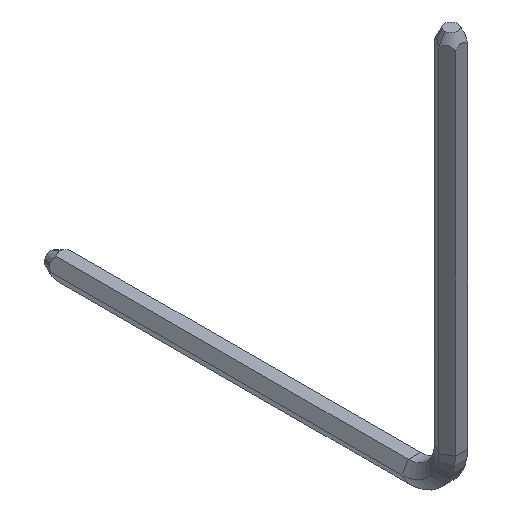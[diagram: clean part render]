
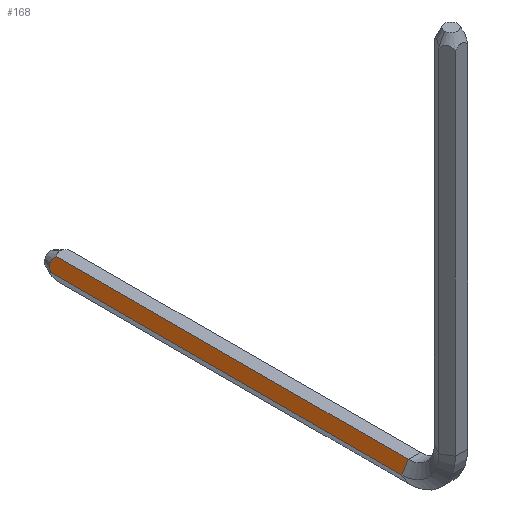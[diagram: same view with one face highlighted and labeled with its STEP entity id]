
A CAD part, isometric view. The second image highlights one B-rep face of the part: STEP entity #168.
In plain terms, the highlighted planar face has unit normal (-0.866, 0, 0.5).
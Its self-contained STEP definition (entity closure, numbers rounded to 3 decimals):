
#90 = VERTEX_POINT ( 'NONE', #424 ) ;
#129 = EDGE_LOOP ( 'NONE', ( #165, #163, #162, #161 ) ) ;
#134 = VERTEX_POINT ( 'NONE', #612 ) ;
#160 = EDGE_CURVE ( 'NONE', #166, #134, #668, .T. ) ;
#161 = ORIENTED_EDGE ( 'NONE', *, *, #170, .T. ) ;
#162 = ORIENTED_EDGE ( 'NONE', *, *, #160, .F. ) ;
#163 = ORIENTED_EDGE ( 'NONE', *, *, #167, .F. ) ;
#165 = ORIENTED_EDGE ( 'NONE', *, *, #169, .F. ) ;
#166 = VERTEX_POINT ( 'NONE', #646 ) ;
#167 = EDGE_CURVE ( 'NONE', #134, #90, #645, .T. ) ;
#168 = ADVANCED_FACE ( 'NONE', ( #641 ), #640, .F. ) ;
#169 = EDGE_CURVE ( 'NONE', #90, #173, #634, .T. ) ;
#170 = EDGE_CURVE ( 'NONE', #166, #173, #635, .T. ) ;
#173 = VERTEX_POINT ( 'NONE', #575 ) ;
#424 = CARTESIAN_POINT ( 'NONE',  ( -4.619, 147.5, -152. ) ) ;
#575 = CARTESIAN_POINT ( 'NONE',  ( -2.309, 147.5, -148. ) ) ;
#580 = CARTESIAN_POINT ( 'NONE',  ( -2.309, 147.5, -148. ) ) ;
#581 = CARTESIAN_POINT ( 'NONE',  ( -2.466, 147.832, -148.271 ) ) ;
#582 = CARTESIAN_POINT ( 'NONE',  ( -2.632, 148.141, -148.559 ) ) ;
#583 = CARTESIAN_POINT ( 'NONE',  ( -2.919, 148.513, -149.056 ) ) ;
#612 = CARTESIAN_POINT ( 'NONE',  ( -4.619, 14., -152. ) ) ;
#634 = B_SPLINE_CURVE_WITH_KNOTS ( 'NONE', 3,
 ( #659, #658, #657, #656, #655, #654, #653, #652, #651, #650, #583, #582, #581, #580 ),
 .UNSPECIFIED., .F., .F.,
 ( 4, 2, 2, 2, 2, 2, 4 ),
 ( 0., 0.001, 0.002, 0.003, 0.003, 0.004, 0.005 ),
 .UNSPECIFIED. ) ;
#635 = LINE ( 'NONE', #663, #662 ) ;
#636 = DIRECTION ( 'NONE',  ( -0.5, 0., -0.866 ) ) ;
#637 = DIRECTION ( 'NONE',  ( 0.866, 0., -0.5 ) ) ;
#638 = CARTESIAN_POINT ( 'NONE',  ( -2.309, 14., -148. ) ) ;
#639 = AXIS2_PLACEMENT_3D ( 'NONE', #638, #637, #636 ) ;
#640 = PLANE ( 'NONE',  #639 ) ;
#641 = FACE_OUTER_BOUND ( 'NONE', #129, .T. ) ;
#642 = DIRECTION ( 'NONE',  ( 0., 1., 0. ) ) ;
#643 = VECTOR ( 'NONE', #642, 1000. ) ;
#644 = CARTESIAN_POINT ( 'NONE',  ( -4.619, 14., -152. ) ) ;
#645 = LINE ( 'NONE', #644, #643 ) ;
#646 = CARTESIAN_POINT ( 'NONE',  ( -2.309, 14., -148. ) ) ;
#647 = DIRECTION ( 'NONE',  ( -0.5, 0., -0.866 ) ) ;
#648 = VECTOR ( 'NONE', #647, 1000. ) ;
#649 = CARTESIAN_POINT ( 'NONE',  ( -2.309, 14., -148. ) ) ;
#650 = CARTESIAN_POINT ( 'NONE',  ( -3.021, 148.62, -149.233 ) ) ;
#651 = CARTESIAN_POINT ( 'NONE',  ( -3.236, 148.771, -149.605 ) ) ;
#652 = CARTESIAN_POINT ( 'NONE',  ( -3.351, 148.814, -149.804 ) ) ;
#653 = CARTESIAN_POINT ( 'NONE',  ( -3.578, 148.814, -150.197 ) ) ;
#654 = CARTESIAN_POINT ( 'NONE',  ( -3.693, 148.771, -150.396 ) ) ;
#655 = CARTESIAN_POINT ( 'NONE',  ( -3.908, 148.619, -150.769 ) ) ;
#656 = CARTESIAN_POINT ( 'NONE',  ( -4.011, 148.511, -150.947 ) ) ;
#657 = CARTESIAN_POINT ( 'NONE',  ( -4.297, 148.14, -151.442 ) ) ;
#658 = CARTESIAN_POINT ( 'NONE',  ( -4.463, 147.832, -151.729 ) ) ;
#659 = CARTESIAN_POINT ( 'NONE',  ( -4.619, 147.5, -152. ) ) ;
#661 = DIRECTION ( 'NONE',  ( 0., 1., 0. ) ) ;
#662 = VECTOR ( 'NONE', #661, 1000. ) ;
#663 = CARTESIAN_POINT ( 'NONE',  ( -2.309, 14., -148. ) ) ;
#668 = LINE ( 'NONE', #649, #648 ) ;
